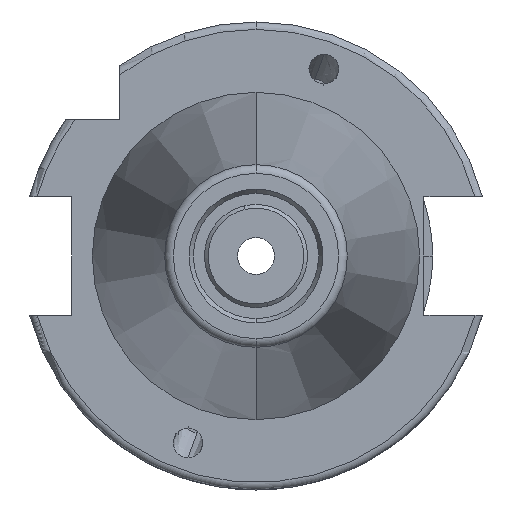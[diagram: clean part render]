
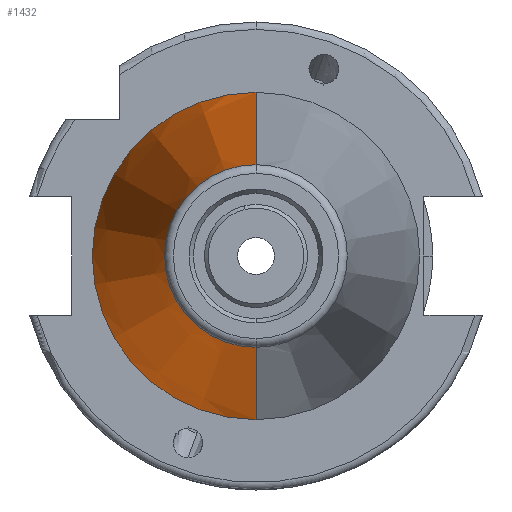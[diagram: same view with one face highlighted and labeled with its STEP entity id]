
A CAD part, left-side view. The second image highlights one B-rep face of the part: STEP entity #1432.
In plain terms, the highlighted conical face has half-angle 8.297 degrees and reference radius 22.225 mm.
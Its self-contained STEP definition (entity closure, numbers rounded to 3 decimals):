
#9 = LINE ( 'NONE', #4430, #45 ) ;
#45 = VECTOR ( 'NONE', #2880, 1000. ) ;
#229 = CIRCLE ( 'NONE', #6322, 22.225 ) ;
#661 = VERTEX_POINT ( 'NONE', #4923 ) ;
#781 = LINE ( 'NONE', #7694, #6277 ) ;
#903 = ORIENTED_EDGE ( 'NONE', *, *, #3352, .F. ) ;
#909 = ORIENTED_EDGE ( 'NONE', *, *, #3724, .T. ) ;
#914 = ORIENTED_EDGE ( 'NONE', *, *, #4781, .T. ) ;
#972 = ORIENTED_EDGE ( 'NONE', *, *, #8040, .F. ) ;
#1432 = ADVANCED_FACE ( 'NONE', ( #8103 ), #6190, .T. ) ;
#1471 = DIRECTION ( 'NONE',  ( 0., 1., 0. ) ) ;
#1924 = AXIS2_PLACEMENT_3D ( 'NONE', #3717, #3163, #1471 ) ;
#1980 = VERTEX_POINT ( 'NONE', #7036 ) ;
#2880 = DIRECTION ( 'NONE',  ( 0.99, 0.144, 0. ) ) ;
#3163 = DIRECTION ( 'NONE',  ( 1., 0., 0. ) ) ;
#3352 = EDGE_CURVE ( 'NONE', #3899, #661, #9, .T. ) ;
#3717 = CARTESIAN_POINT ( 'NONE',  ( 0., 0., 0. ) ) ;
#3724 = EDGE_CURVE ( 'NONE', #1980, #661, #229, .T. ) ;
#3765 = VERTEX_POINT ( 'NONE', #8586 ) ;
#3899 = VERTEX_POINT ( 'NONE', #6375 ) ;
#4430 = CARTESIAN_POINT ( 'NONE',  ( 0., 22.225, 0. ) ) ;
#4747 = CIRCLE ( 'NONE', #6830, 12.4 ) ;
#4781 = EDGE_CURVE ( 'NONE', #3765, #1980, #781, .T. ) ;
#4923 = CARTESIAN_POINT ( 'NONE',  ( 0., 22.225, 0. ) ) ;
#5994 = EDGE_LOOP ( 'NONE', ( #972, #914, #909, #903 ) ) ;
#6190 = CONICAL_SURFACE ( 'NONE', #1924, 22.225, 0.145 ) ;
#6277 = VECTOR ( 'NONE', #7737, 1000. ) ;
#6322 = AXIS2_PLACEMENT_3D ( 'NONE', #8112, #8198, #8116 ) ;
#6375 = CARTESIAN_POINT ( 'NONE',  ( -67.373, 12.4, 0. ) ) ;
#6830 = AXIS2_PLACEMENT_3D ( 'NONE', #8312, #8541, #8549 ) ;
#7036 = CARTESIAN_POINT ( 'NONE',  ( 0., -22.225, 0. ) ) ;
#7694 = CARTESIAN_POINT ( 'NONE',  ( 0., -22.225, 0. ) ) ;
#7737 = DIRECTION ( 'NONE',  ( 0.99, -0.144, 0. ) ) ;
#8040 = EDGE_CURVE ( 'NONE', #3765, #3899, #4747, .T. ) ;
#8103 = FACE_OUTER_BOUND ( 'NONE', #5994, .T. ) ;
#8112 = CARTESIAN_POINT ( 'NONE',  ( 0., 0., 0. ) ) ;
#8116 = DIRECTION ( 'NONE',  ( 0., -1., 0. ) ) ;
#8198 = DIRECTION ( 'NONE',  ( -1., 0., 0. ) ) ;
#8312 = CARTESIAN_POINT ( 'NONE',  ( -67.373, 0., 0. ) ) ;
#8541 = DIRECTION ( 'NONE',  ( -1., 0., 0. ) ) ;
#8549 = DIRECTION ( 'NONE',  ( 0., -1., 0. ) ) ;
#8586 = CARTESIAN_POINT ( 'NONE',  ( -67.373, -12.4, 0. ) ) ;
